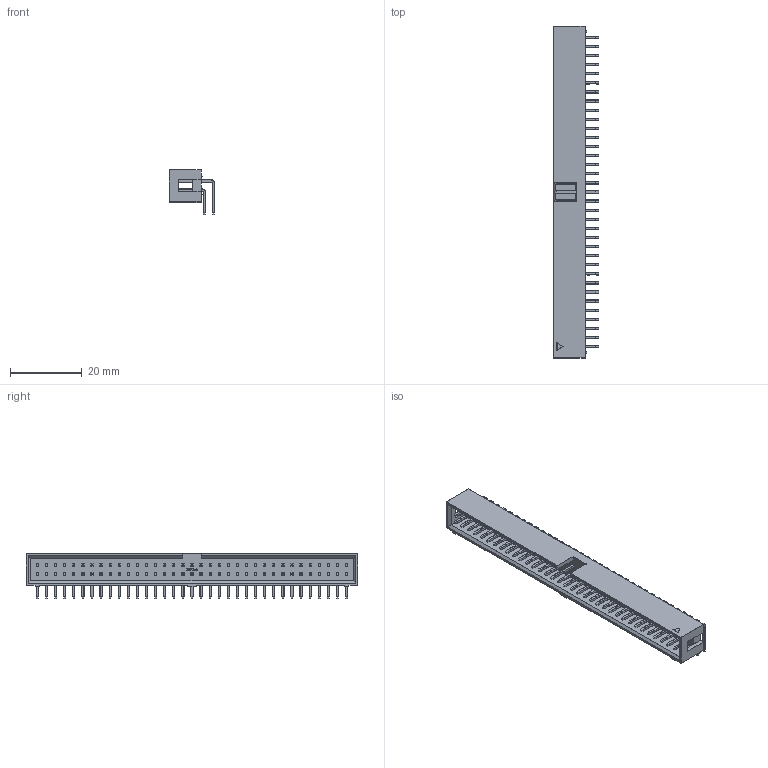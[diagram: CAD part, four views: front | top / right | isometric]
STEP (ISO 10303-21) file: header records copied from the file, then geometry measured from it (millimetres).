
FILE_DESCRIPTION(/* description */ (''),/* implementation_level */ '2;1');
FILE_NAME(/* name */ '70-Pin Shrouded Header (IDC) Right Angle.STEP',/* time_stamp */ '2019-09-21T07:48:50+02:00',/* author */ ('Bernd das Brot'),/* organization */ (''),/* preprocessor_version */ 'ST-DEVELOPER v17',/* originating_system */ 'Autodesk Inventor 2019',/* authorisation */ '');
FILE_SCHEMA (('AUTOMOTIVE_DESIGN { 1 0 10303 214 3 1 1 }'));
Length unit declared in the file: millimetre
Products named in the file (4): 70-Pin Shrouded Header (IDC) Right Angle; Lower Contact; Upper Contact; 70-Pin Shrouded Header Body
Assembly tree (71 placements, depth 2):
  70-Pin Shrouded Header (IDC) Right Angle
    Upper Contact  x35
    Lower Contact  x35
    70-Pin Shrouded Header Body
Bounding box: 12.65 x 92.71 x 12.67 mm (x, y, z)
Volume: 4021.5 mm3; surface area: 8212.8 mm2
Topology: 71 solids, 71 shells, 2750 faces, 7036 edges, 4437 vertices
Faces by surface type: plane 1506, cylinder 820, torus 303, bspline 80, sphere 41
Entity records: 23243 total; most frequent: CARTESIAN_POINT 5170, ORIENTED_EDGE 3728, DIRECTION 3457, EDGE_CURVE 1864, LINE 1393, VECTOR 1393, VERTEX_POINT 1173, AXIS2_PLACEMENT_3D 1032
